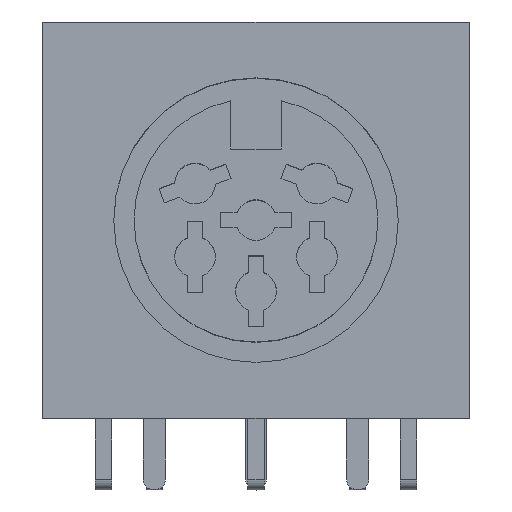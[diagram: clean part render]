
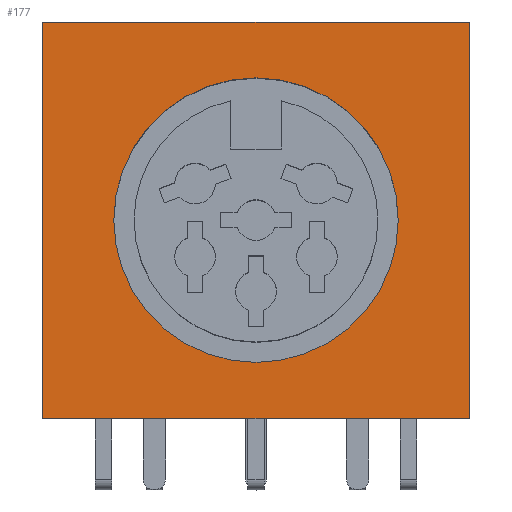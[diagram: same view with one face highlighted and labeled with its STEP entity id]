
A CAD part, top view. The second image highlights one B-rep face of the part: STEP entity #177.
In plain terms, the highlighted planar face has unit normal (0, 0, 1).
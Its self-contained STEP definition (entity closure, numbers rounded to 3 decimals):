
#24 = DIRECTION ( 'NONE',  ( -1., 0., 0. ) ) ;
#40 = CARTESIAN_POINT ( 'NONE',  ( 10.5, 19.5, 0. ) ) ;
#49 = VECTOR ( 'NONE', #24, 1000. ) ;
#62 = CARTESIAN_POINT ( 'NONE',  ( -10.5, 19.5, 0. ) ) ;
#104 = LINE ( 'NONE', #318, #936 ) ;
#177 = ADVANCED_FACE ( 'NONE', ( #861, #4094 ), #4842, .T. ) ;
#318 = CARTESIAN_POINT ( 'NONE',  ( -10.5, 19.5, 0. ) ) ;
#478 = ORIENTED_EDGE ( 'NONE', *, *, #1351, .T. ) ;
#633 = CARTESIAN_POINT ( 'NONE',  ( -7., 9.75, 0. ) ) ;
#760 = EDGE_CURVE ( 'NONE', #3106, #2975, #4111, .T. ) ;
#861 = FACE_BOUND ( 'NONE', #1945, .T. ) ;
#936 = VECTOR ( 'NONE', #1949, 1000. ) ;
#1020 = CARTESIAN_POINT ( 'NONE',  ( 0., 9.75, 0. ) ) ;
#1047 = VECTOR ( 'NONE', #2907, 1000. ) ;
#1090 = DIRECTION ( 'NONE',  ( 0., 0., 1. ) ) ;
#1102 = ORIENTED_EDGE ( 'NONE', *, *, #1213, .F. ) ;
#1131 = EDGE_CURVE ( 'NONE', #2230, #1450, #4359, .T. ) ;
#1149 = EDGE_CURVE ( 'NONE', #1450, #1597, #1150, .T. ) ;
#1150 = LINE ( 'NONE', #62, #49 ) ;
#1213 = EDGE_CURVE ( 'NONE', #2975, #3106, #4811, .T. ) ;
#1251 = DIRECTION ( 'NONE',  ( 0., 0., 1. ) ) ;
#1264 = CARTESIAN_POINT ( 'NONE',  ( 0., 0., 0. ) ) ;
#1281 = VECTOR ( 'NONE', #3673, 1000. ) ;
#1304 = CARTESIAN_POINT ( 'NONE',  ( -10.5, 0., 0. ) ) ;
#1351 = EDGE_CURVE ( 'NONE', #1597, #2532, #104, .T. ) ;
#1450 = VERTEX_POINT ( 'NONE', #40 ) ;
#1548 = ORIENTED_EDGE ( 'NONE', *, *, #1131, .T. ) ;
#1597 = VERTEX_POINT ( 'NONE', #3724 ) ;
#1945 = EDGE_LOOP ( 'NONE', ( #1102, #3004 ) ) ;
#1949 = DIRECTION ( 'NONE',  ( 0., -1., 0. ) ) ;
#2230 = VERTEX_POINT ( 'NONE', #5006 ) ;
#2262 = ORIENTED_EDGE ( 'NONE', *, *, #3918, .T. ) ;
#2311 = AXIS2_PLACEMENT_3D ( 'NONE', #3511, #1090, #3911 ) ;
#2532 = VERTEX_POINT ( 'NONE', #1304 ) ;
#2896 = AXIS2_PLACEMENT_3D ( 'NONE', #1264, #1251, #4487 ) ;
#2907 = DIRECTION ( 'NONE',  ( 1., 0., 0. ) ) ;
#2975 = VERTEX_POINT ( 'NONE', #3703 ) ;
#3004 = ORIENTED_EDGE ( 'NONE', *, *, #760, .F. ) ;
#3106 = VERTEX_POINT ( 'NONE', #633 ) ;
#3122 = ORIENTED_EDGE ( 'NONE', *, *, #1149, .T. ) ;
#3409 = AXIS2_PLACEMENT_3D ( 'NONE', #1020, #4250, #3852 ) ;
#3511 = CARTESIAN_POINT ( 'NONE',  ( 0., 9.75, 0. ) ) ;
#3609 = EDGE_LOOP ( 'NONE', ( #2262, #1548, #3122, #478 ) ) ;
#3673 = DIRECTION ( 'NONE',  ( 0., 1., 0. ) ) ;
#3703 = CARTESIAN_POINT ( 'NONE',  ( 7., 9.75, 0. ) ) ;
#3724 = CARTESIAN_POINT ( 'NONE',  ( -10.5, 19.5, 0. ) ) ;
#3852 = DIRECTION ( 'NONE',  ( 1., 0., 0. ) ) ;
#3911 = DIRECTION ( 'NONE',  ( 1., 0., 0. ) ) ;
#3918 = EDGE_CURVE ( 'NONE', #2532, #2230, #4261, .T. ) ;
#4094 = FACE_OUTER_BOUND ( 'NONE', #3609, .T. ) ;
#4111 = CIRCLE ( 'NONE', #3409, 7. ) ;
#4250 = DIRECTION ( 'NONE',  ( 0., 0., 1. ) ) ;
#4261 = LINE ( 'NONE', #4905, #1047 ) ;
#4359 = LINE ( 'NONE', #4507, #1281 ) ;
#4487 = DIRECTION ( 'NONE',  ( 1., 0., 0. ) ) ;
#4507 = CARTESIAN_POINT ( 'NONE',  ( 10.5, 19.5, 0. ) ) ;
#4811 = CIRCLE ( 'NONE', #2311, 7. ) ;
#4842 = PLANE ( 'NONE',  #2896 ) ;
#4905 = CARTESIAN_POINT ( 'NONE',  ( -10.5, 0., 0. ) ) ;
#5006 = CARTESIAN_POINT ( 'NONE',  ( 10.5, 0., 0. ) ) ;
